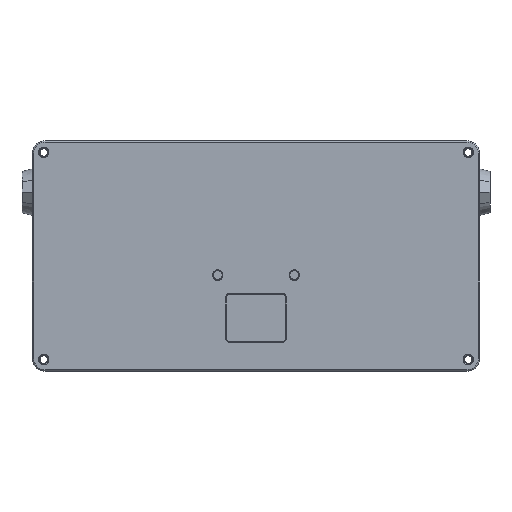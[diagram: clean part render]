
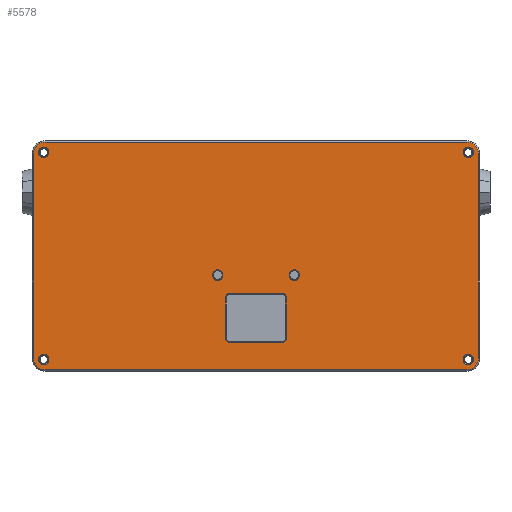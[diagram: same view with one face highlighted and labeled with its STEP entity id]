
A CAD part, top view. The second image highlights one B-rep face of the part: STEP entity #5578.
In plain terms, the highlighted planar face has unit normal (0, 0, 1).
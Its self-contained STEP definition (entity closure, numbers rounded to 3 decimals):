
#63=FACE_BOUND('',#860,.T.);
#64=FACE_BOUND('',#861,.T.);
#65=FACE_BOUND('',#862,.T.);
#66=FACE_BOUND('',#863,.T.);
#67=FACE_BOUND('',#864,.T.);
#68=FACE_BOUND('',#865,.T.);
#69=FACE_BOUND('',#866,.T.);
#254=PLANE('',#6038);
#515=FACE_OUTER_BOUND('',#859,.T.);
#859=EDGE_LOOP('',(#4746,#4747,#4748,#4749,#4750,#4751,#4752,#4753));
#860=EDGE_LOOP('',(#4754,#4755,#4756,#4757,#4758,#4759,#4760,#4761));
#861=EDGE_LOOP('',(#4762));
#862=EDGE_LOOP('',(#4763));
#863=EDGE_LOOP('',(#4764));
#864=EDGE_LOOP('',(#4765));
#865=EDGE_LOOP('',(#4766));
#866=EDGE_LOOP('',(#4767));
#1373=LINE('',#8935,#1971);
#1374=LINE('',#8939,#1972);
#1375=LINE('',#8943,#1973);
#1376=LINE('',#8946,#1974);
#1377=LINE('',#8949,#1975);
#1378=LINE('',#8953,#1976);
#1379=LINE('',#8957,#1977);
#1380=LINE('',#8961,#1978);
#1971=VECTOR('',#7277,10.);
#1972=VECTOR('',#7280,10.);
#1973=VECTOR('',#7283,10.);
#1974=VECTOR('',#7286,10.);
#1975=VECTOR('',#7287,10.);
#1976=VECTOR('',#7290,10.);
#1977=VECTOR('',#7293,10.);
#1978=VECTOR('',#7296,10.);
#2312=CIRCLE('',#6036,2.05);
#2314=CIRCLE('',#6039,4.5);
#2315=CIRCLE('',#6040,4.5);
#2316=CIRCLE('',#6041,4.5);
#2317=CIRCLE('',#6042,4.5);
#2318=CIRCLE('',#6043,1.3);
#2319=CIRCLE('',#6044,1.3);
#2320=CIRCLE('',#6045,1.3);
#2321=CIRCLE('',#6046,1.3);
#2322=CIRCLE('',#6047,2.05);
#2323=CIRCLE('',#6048,2.05);
#2324=CIRCLE('',#6049,2.05);
#2325=CIRCLE('',#6050,2.05);
#2326=CIRCLE('',#6051,2.05);
#2712=VERTEX_POINT('',#8925);
#2714=VERTEX_POINT('',#8931);
#2715=VERTEX_POINT('',#8932);
#2716=VERTEX_POINT('',#8934);
#2717=VERTEX_POINT('',#8936);
#2718=VERTEX_POINT('',#8938);
#2719=VERTEX_POINT('',#8940);
#2720=VERTEX_POINT('',#8942);
#2721=VERTEX_POINT('',#8944);
#2722=VERTEX_POINT('',#8947);
#2723=VERTEX_POINT('',#8948);
#2724=VERTEX_POINT('',#8950);
#2725=VERTEX_POINT('',#8952);
#2726=VERTEX_POINT('',#8954);
#2727=VERTEX_POINT('',#8956);
#2728=VERTEX_POINT('',#8958);
#2729=VERTEX_POINT('',#8960);
#2730=VERTEX_POINT('',#8963);
#2731=VERTEX_POINT('',#8965);
#2732=VERTEX_POINT('',#8967);
#2733=VERTEX_POINT('',#8969);
#2734=VERTEX_POINT('',#8971);
#3408=EDGE_CURVE('',#2712,#2712,#2312,.T.);
#3411=EDGE_CURVE('',#2714,#2715,#2314,.T.);
#3412=EDGE_CURVE('',#2716,#2714,#1373,.T.);
#3413=EDGE_CURVE('',#2717,#2716,#2315,.T.);
#3414=EDGE_CURVE('',#2718,#2717,#1374,.T.);
#3415=EDGE_CURVE('',#2719,#2718,#2316,.T.);
#3416=EDGE_CURVE('',#2720,#2719,#1375,.T.);
#3417=EDGE_CURVE('',#2721,#2720,#2317,.T.);
#3418=EDGE_CURVE('',#2715,#2721,#1376,.T.);
#3419=EDGE_CURVE('',#2722,#2723,#1377,.T.);
#3420=EDGE_CURVE('',#2724,#2722,#2318,.T.);
#3421=EDGE_CURVE('',#2725,#2724,#1378,.T.);
#3422=EDGE_CURVE('',#2726,#2725,#2319,.T.);
#3423=EDGE_CURVE('',#2727,#2726,#1379,.T.);
#3424=EDGE_CURVE('',#2728,#2727,#2320,.T.);
#3425=EDGE_CURVE('',#2729,#2728,#1380,.T.);
#3426=EDGE_CURVE('',#2723,#2729,#2321,.T.);
#3427=EDGE_CURVE('',#2730,#2730,#2322,.T.);
#3428=EDGE_CURVE('',#2731,#2731,#2323,.T.);
#3429=EDGE_CURVE('',#2732,#2732,#2324,.T.);
#3430=EDGE_CURVE('',#2733,#2733,#2325,.T.);
#3431=EDGE_CURVE('',#2734,#2734,#2326,.T.);
#4746=ORIENTED_EDGE('',*,*,#3411,.F.);
#4747=ORIENTED_EDGE('',*,*,#3412,.F.);
#4748=ORIENTED_EDGE('',*,*,#3413,.F.);
#4749=ORIENTED_EDGE('',*,*,#3414,.F.);
#4750=ORIENTED_EDGE('',*,*,#3415,.F.);
#4751=ORIENTED_EDGE('',*,*,#3416,.F.);
#4752=ORIENTED_EDGE('',*,*,#3417,.F.);
#4753=ORIENTED_EDGE('',*,*,#3418,.F.);
#4754=ORIENTED_EDGE('',*,*,#3419,.F.);
#4755=ORIENTED_EDGE('',*,*,#3420,.F.);
#4756=ORIENTED_EDGE('',*,*,#3421,.F.);
#4757=ORIENTED_EDGE('',*,*,#3422,.F.);
#4758=ORIENTED_EDGE('',*,*,#3423,.F.);
#4759=ORIENTED_EDGE('',*,*,#3424,.F.);
#4760=ORIENTED_EDGE('',*,*,#3425,.F.);
#4761=ORIENTED_EDGE('',*,*,#3426,.F.);
#4762=ORIENTED_EDGE('',*,*,#3427,.F.);
#4763=ORIENTED_EDGE('',*,*,#3428,.F.);
#4764=ORIENTED_EDGE('',*,*,#3429,.F.);
#4765=ORIENTED_EDGE('',*,*,#3430,.F.);
#4766=ORIENTED_EDGE('',*,*,#3431,.F.);
#4767=ORIENTED_EDGE('',*,*,#3408,.F.);
#5578=ADVANCED_FACE('',(#515,#63,#64,#65,#66,#67,#68,#69),#254,.T.);
#6036=AXIS2_PLACEMENT_3D('',#8926,#7268,#7269);
#6038=AXIS2_PLACEMENT_3D('',#8930,#7273,#7274);
#6039=AXIS2_PLACEMENT_3D('',#8933,#7275,#7276);
#6040=AXIS2_PLACEMENT_3D('',#8937,#7278,#7279);
#6041=AXIS2_PLACEMENT_3D('',#8941,#7281,#7282);
#6042=AXIS2_PLACEMENT_3D('',#8945,#7284,#7285);
#6043=AXIS2_PLACEMENT_3D('',#8951,#7288,#7289);
#6044=AXIS2_PLACEMENT_3D('',#8955,#7291,#7292);
#6045=AXIS2_PLACEMENT_3D('',#8959,#7294,#7295);
#6046=AXIS2_PLACEMENT_3D('',#8962,#7297,#7298);
#6047=AXIS2_PLACEMENT_3D('',#8964,#7299,#7300);
#6048=AXIS2_PLACEMENT_3D('',#8966,#7301,#7302);
#6049=AXIS2_PLACEMENT_3D('',#8968,#7303,#7304);
#6050=AXIS2_PLACEMENT_3D('',#8970,#7305,#7306);
#6051=AXIS2_PLACEMENT_3D('',#8972,#7307,#7308);
#7268=DIRECTION('center_axis',(0.,0.,1.));
#7269=DIRECTION('ref_axis',(1.,0.,0.));
#7273=DIRECTION('center_axis',(0.,0.,1.));
#7274=DIRECTION('ref_axis',(1.,0.,0.));
#7275=DIRECTION('center_axis',(0.,0.,-1.));
#7276=DIRECTION('ref_axis',(1.,0.,0.));
#7277=DIRECTION('',(1.,0.,0.));
#7278=DIRECTION('center_axis',(0.,0.,-1.));
#7279=DIRECTION('ref_axis',(0.,1.,0.));
#7280=DIRECTION('',(0.,1.,0.));
#7281=DIRECTION('center_axis',(0.,0.,-1.));
#7282=DIRECTION('ref_axis',(-1.,0.,0.));
#7283=DIRECTION('',(-1.,0.,0.));
#7284=DIRECTION('center_axis',(0.,0.,-1.));
#7285=DIRECTION('ref_axis',(0.,-1.,0.));
#7286=DIRECTION('',(0.,-1.,0.));
#7287=DIRECTION('',(-1.,0.,0.));
#7288=DIRECTION('center_axis',(0.,0.,1.));
#7289=DIRECTION('ref_axis',(0.707,0.707,0.));
#7290=DIRECTION('',(0.,1.,0.));
#7291=DIRECTION('center_axis',(0.,0.,1.));
#7292=DIRECTION('ref_axis',(0.707,-0.707,0.));
#7293=DIRECTION('',(1.,0.,0.));
#7294=DIRECTION('center_axis',(0.,0.,1.));
#7295=DIRECTION('ref_axis',(-0.707,-0.707,0.));
#7296=DIRECTION('',(0.,-1.,0.));
#7297=DIRECTION('center_axis',(0.,0.,1.));
#7298=DIRECTION('ref_axis',(-0.707,0.707,0.));
#7299=DIRECTION('center_axis',(0.,0.,1.));
#7300=DIRECTION('ref_axis',(1.,0.,0.));
#7301=DIRECTION('center_axis',(0.,0.,1.));
#7302=DIRECTION('ref_axis',(1.,0.,0.));
#7303=DIRECTION('center_axis',(0.,0.,1.));
#7304=DIRECTION('ref_axis',(1.,0.,0.));
#7305=DIRECTION('center_axis',(0.,0.,1.));
#7306=DIRECTION('ref_axis',(1.,0.,0.));
#7307=DIRECTION('center_axis',(0.,0.,1.));
#7308=DIRECTION('ref_axis',(1.,0.,0.));
#8925=CARTESIAN_POINT('',(100.45,37.5,34.));
#8926=CARTESIAN_POINT('Origin',(102.5,37.5,34.));
#8930=CARTESIAN_POINT('Origin',(87.5,45.,34.));
#8931=CARTESIAN_POINT('',(170.,89.5,34.));
#8932=CARTESIAN_POINT('',(174.5,85.,34.));
#8933=CARTESIAN_POINT('Origin',(170.,85.,34.));
#8934=CARTESIAN_POINT('',(5.,89.5,34.));
#8935=CARTESIAN_POINT('',(46.25,89.5,34.));
#8936=CARTESIAN_POINT('',(0.5,85.,34.));
#8937=CARTESIAN_POINT('Origin',(5.,85.,34.));
#8938=CARTESIAN_POINT('',(0.5,5.,34.));
#8939=CARTESIAN_POINT('',(0.5,25.,34.));
#8940=CARTESIAN_POINT('',(5.,0.5,34.));
#8941=CARTESIAN_POINT('Origin',(5.,5.,34.));
#8942=CARTESIAN_POINT('',(170.,0.5,34.));
#8943=CARTESIAN_POINT('',(128.75,0.5,34.));
#8944=CARTESIAN_POINT('',(174.5,5.,34.));
#8945=CARTESIAN_POINT('Origin',(170.,5.,34.));
#8946=CARTESIAN_POINT('',(174.5,65.,34.));
#8947=CARTESIAN_POINT('',(98.,30.3,34.));
#8948=CARTESIAN_POINT('',(77.,30.3,34.));
#8949=CARTESIAN_POINT('',(93.25,30.3,34.));
#8950=CARTESIAN_POINT('',(99.3,29.,34.));
#8951=CARTESIAN_POINT('Origin',(98.,29.,34.));
#8952=CARTESIAN_POINT('',(99.3,12.6,34.));
#8953=CARTESIAN_POINT('',(99.3,28.3,34.));
#8954=CARTESIAN_POINT('',(98.,11.3,34.));
#8955=CARTESIAN_POINT('Origin',(98.,12.6,34.));
#8956=CARTESIAN_POINT('',(77.,11.3,34.));
#8957=CARTESIAN_POINT('',(81.75,11.3,34.));
#8958=CARTESIAN_POINT('',(75.7,12.6,34.));
#8959=CARTESIAN_POINT('Origin',(77.,12.6,34.));
#8960=CARTESIAN_POINT('',(75.7,29.,34.));
#8961=CARTESIAN_POINT('',(75.7,37.5,34.));
#8962=CARTESIAN_POINT('Origin',(77.,29.,34.));
#8963=CARTESIAN_POINT('',(168.45,4.5,34.));
#8964=CARTESIAN_POINT('Origin',(170.5,4.5,34.));
#8965=CARTESIAN_POINT('',(2.45,85.5,34.));
#8966=CARTESIAN_POINT('Origin',(4.5,85.5,34.));
#8967=CARTESIAN_POINT('',(2.45,4.5,34.));
#8968=CARTESIAN_POINT('Origin',(4.5,4.5,34.));
#8969=CARTESIAN_POINT('',(168.45,85.5,34.));
#8970=CARTESIAN_POINT('Origin',(170.5,85.5,34.));
#8971=CARTESIAN_POINT('',(70.45,37.5,34.));
#8972=CARTESIAN_POINT('Origin',(72.5,37.5,34.));
